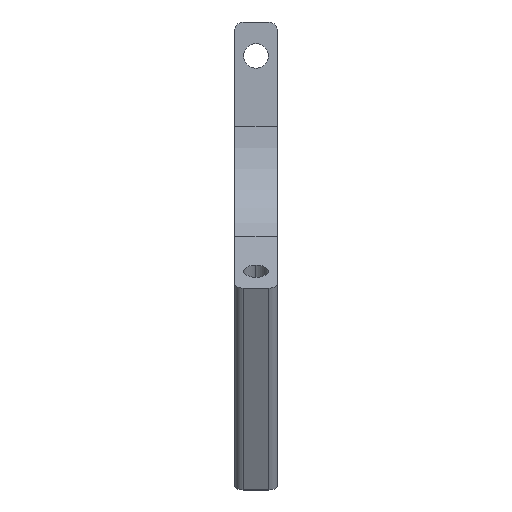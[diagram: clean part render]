
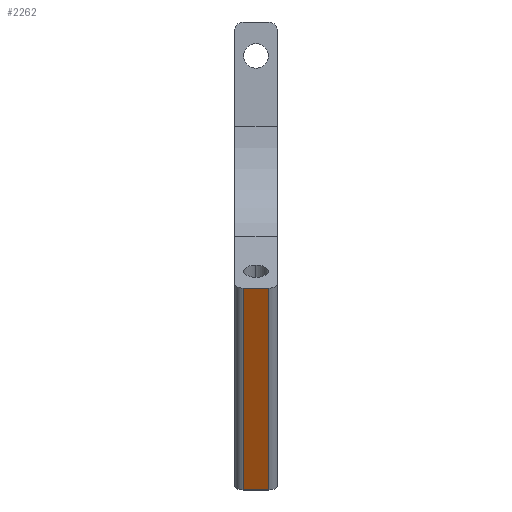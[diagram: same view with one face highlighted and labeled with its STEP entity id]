
A CAD part, left-side view. The second image highlights one B-rep face of the part: STEP entity #2262.
In plain terms, the highlighted planar face has unit normal (-0.866, 0, -0.5).
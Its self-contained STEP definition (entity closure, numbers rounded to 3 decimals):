
#7 = VERTEX_POINT ( 'NONE', #627 ) ;
#60 = CARTESIAN_POINT ( 'NONE',  ( -36.25, -3., -52.683 ) ) ;
#94 = CARTESIAN_POINT ( 'NONE',  ( -63.75, 5., -5.052 ) ) ;
#97 = CARTESIAN_POINT ( 'NONE',  ( -36.25, -3., -52.683 ) ) ;
#143 = EDGE_CURVE ( 'NONE', #1276, #2137, #2093, .T. ) ;
#195 = AXIS2_PLACEMENT_3D ( 'NONE', #319, #1967, #2594 ) ;
#319 = CARTESIAN_POINT ( 'NONE',  ( -36.25, 5., -52.683 ) ) ;
#351 = EDGE_CURVE ( 'NONE', #7, #1276, #619, .T. ) ;
#362 = VECTOR ( 'NONE', #1838, 1000. ) ;
#398 = DIRECTION ( 'NONE',  ( 0.5, 0., -0.866 ) ) ;
#435 = EDGE_CURVE ( 'NONE', #1606, #7, #1827, .T. ) ;
#525 = LINE ( 'NONE', #94, #2341 ) ;
#588 = VECTOR ( 'NONE', #398, 1000. ) ;
#619 = LINE ( 'NONE', #1654, #362 ) ;
#627 = CARTESIAN_POINT ( 'NONE',  ( -36.25, 3., -52.683 ) ) ;
#679 = DIRECTION ( 'NONE',  ( -0.5, 0., 0.866 ) ) ;
#986 = ORIENTED_EDGE ( 'NONE', *, *, #351, .T. ) ;
#1025 = CARTESIAN_POINT ( 'NONE',  ( -36.25, 3., -52.683 ) ) ;
#1151 = VECTOR ( 'NONE', #679, 1000. ) ;
#1276 = VERTEX_POINT ( 'NONE', #97 ) ;
#1360 = EDGE_LOOP ( 'NONE', ( #986, #1567, #2568, #1551 ) ) ;
#1515 = CARTESIAN_POINT ( 'NONE',  ( -63.75, 3., -5.052 ) ) ;
#1551 = ORIENTED_EDGE ( 'NONE', *, *, #435, .T. ) ;
#1567 = ORIENTED_EDGE ( 'NONE', *, *, #143, .T. ) ;
#1606 = VERTEX_POINT ( 'NONE', #1515 ) ;
#1654 = CARTESIAN_POINT ( 'NONE',  ( -36.25, 5., -52.683 ) ) ;
#1763 = PLANE ( 'NONE',  #195 ) ;
#1827 = LINE ( 'NONE', #1025, #588 ) ;
#1838 = DIRECTION ( 'NONE',  ( 0., -1., 0. ) ) ;
#1921 = CARTESIAN_POINT ( 'NONE',  ( -63.75, -3., -5.052 ) ) ;
#1951 = DIRECTION ( 'NONE',  ( 0., -1., 0. ) ) ;
#1967 = DIRECTION ( 'NONE',  ( 0.866, 0., 0.5 ) ) ;
#2020 = FACE_OUTER_BOUND ( 'NONE', #1360, .T. ) ;
#2093 = LINE ( 'NONE', #60, #1151 ) ;
#2137 = VERTEX_POINT ( 'NONE', #1921 ) ;
#2262 = ADVANCED_FACE ( 'NONE', ( #2020 ), #1763, .F. ) ;
#2341 = VECTOR ( 'NONE', #1951, 1000. ) ;
#2568 = ORIENTED_EDGE ( 'NONE', *, *, #2644, .F. ) ;
#2594 = DIRECTION ( 'NONE',  ( 0.5, 0., -0.866 ) ) ;
#2644 = EDGE_CURVE ( 'NONE', #1606, #2137, #525, .T. ) ;
